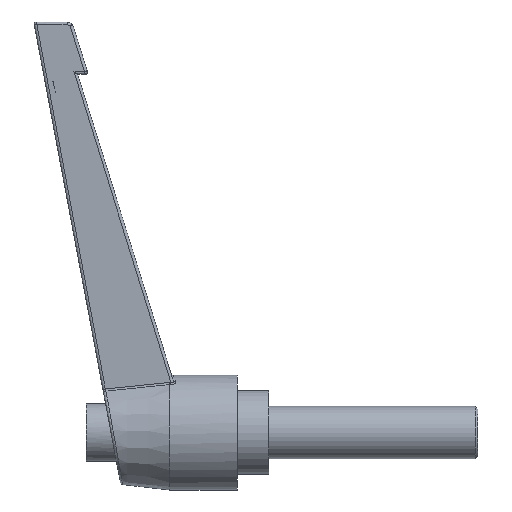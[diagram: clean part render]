
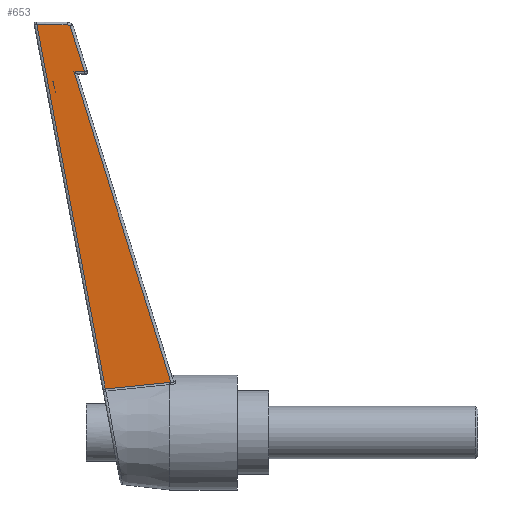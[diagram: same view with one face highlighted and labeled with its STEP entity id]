
A CAD part, left-side view. The second image highlights one B-rep face of the part: STEP entity #653.
In plain terms, the highlighted planar face has unit normal (-0.999, 0.054, -0.004).
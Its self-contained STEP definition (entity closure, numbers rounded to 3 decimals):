
#162 = EDGE_CURVE ( 'NONE', #2781, #3362, #3829, .T. ) ;
#247 = VERTEX_POINT ( 'NONE', #4134 ) ;
#464 = CARTESIAN_POINT ( 'NONE',  ( -5.61, 17.101, 9.182 ) ) ;
#551 = CARTESIAN_POINT ( 'NONE',  ( -5.016, 29.675, 31.6 ) ) ;
#580 = CARTESIAN_POINT ( 'NONE',  ( -5.027, 32.644, 78.12 ) ) ;
#653 = ADVANCED_FACE ( 'NONE', ( #868 ), #4649, .T. ) ;
#679 = ORIENTED_EDGE ( 'NONE', *, *, #2475, .T. ) ;
#731 = CARTESIAN_POINT ( 'NONE',  ( -5.027, 32.644, 78.12 ) ) ;
#868 = FACE_OUTER_BOUND ( 'NONE', #2344, .T. ) ;
#951 = CARTESIAN_POINT ( 'NONE',  ( -4.866, 34.049, 54.86 ) ) ;
#1058 = AXIS2_PLACEMENT_3D ( 'NONE', #1732, #5113, #3499 ) ;
#1117 = CARTESIAN_POINT ( 'NONE',  ( -5.585, 18.941, 29.436 ) ) ;
#1183 = CARTESIAN_POINT ( 'NONE',  ( -4.923, 34.57, 78.12 ) ) ;
#1268 = ORIENTED_EDGE ( 'NONE', *, *, #162, .T. ) ;
#1464 = EDGE_CURVE ( 'NONE', #4997, #4054, #5270, .T. ) ;
#1481 = CARTESIAN_POINT ( 'NONE',  ( -5.066, 31.314, 69.12 ) ) ;
#1484 = CARTESIAN_POINT ( 'NONE',  ( -4.716, 38.424, 78.12 ) ) ;
#1495 = CARTESIAN_POINT ( 'NONE',  ( -5.832, 13.002, 9.602 ) ) ;
#1538 = ORIENTED_EDGE ( 'NONE', *, *, #4942, .T. ) ;
#1729 = CARTESIAN_POINT ( 'NONE',  ( -4.716, 38.424, 78.12 ) ) ;
#1732 = CARTESIAN_POINT ( 'NONE',  ( -5.998, 9.258, 0.143 ) ) ;
#1803 = ORIENTED_EDGE ( 'NONE', *, *, #3681, .T. ) ;
#2080 = CARTESIAN_POINT ( 'NONE',  ( -5.059, 32.024, 77.813 ) ) ;
#2169 = CARTESIAN_POINT ( 'NONE',  ( -5.173, 29.314, 69.12 ) ) ;
#2251 = B_SPLINE_CURVE_WITH_KNOTS ( 'NONE', 3,
 ( #1481, #2716, #5060, #3485 ),
 .UNSPECIFIED., .F., .F.,
 ( 4, 4 ),
 ( 0., 1. ),
 .UNSPECIFIED. ) ;
#2309 = CARTESIAN_POINT ( 'NONE',  ( -5.845, 12.755, 9.594 ) ) ;
#2339 = CARTESIAN_POINT ( 'NONE',  ( -5.027, 32.644, 78.12 ) ) ;
#2344 = EDGE_LOOP ( 'NONE', ( #1268, #4959, #5261, #4811, #5303, #1538, #679, #1803 ) ) ;
#2350 = CARTESIAN_POINT ( 'NONE',  ( -5.059, 32.024, 77.813 ) ) ;
#2423 = CARTESIAN_POINT ( 'NONE',  ( -4.716, 38.424, 78.12 ) ) ;
#2440 = CARTESIAN_POINT ( 'NONE',  ( -5.832, 13.002, 9.602 ) ) ;
#2475 = EDGE_CURVE ( 'NONE', #3539, #4448, #3170, .T. ) ;
#2716 = CARTESIAN_POINT ( 'NONE',  ( -5.101, 30.647, 69.12 ) ) ;
#2745 = CARTESIAN_POINT ( 'NONE',  ( -5.325, 25.127, 49.278 ) ) ;
#2758 = CARTESIAN_POINT ( 'NONE',  ( -5.832, 13.002, 9.602 ) ) ;
#2781 = VERTEX_POINT ( 'NONE', #3290 ) ;
#2812 = CARTESIAN_POINT ( 'NONE',  ( -5.845, 12.755, 9.594 ) ) ;
#2851 = CARTESIAN_POINT ( 'NONE',  ( -5.388, 21.201, 8.761 ) ) ;
#2904 = CARTESIAN_POINT ( 'NONE',  ( -5.135, 30.217, 72.018 ) ) ;
#2967 = B_SPLINE_CURVE_WITH_KNOTS ( 'NONE', 3,
 ( #2169, #2904, #3731, #5045 ),
 .UNSPECIFIED., .F., .F.,
 ( 4, 4 ),
 ( 0., 1. ),
 .UNSPECIFIED. ) ;
#3170 = B_SPLINE_CURVE_WITH_KNOTS ( 'NONE', 3,
 ( #2339, #1183, #5324, #2423 ),
 .UNSPECIFIED., .F., .F.,
 ( 4, 4 ),
 ( 0., 1. ),
 .UNSPECIFIED. ) ;
#3200 = CARTESIAN_POINT ( 'NONE',  ( -5.066, 31.314, 69.12 ) ) ;
#3220 = CARTESIAN_POINT ( 'NONE',  ( -5.836, 12.92, 9.599 ) ) ;
#3244 = EDGE_CURVE ( 'NONE', #3362, #4997, #4606, .T. ) ;
#3290 = CARTESIAN_POINT ( 'NONE',  ( -5.166, 25.3, 8.34 ) ) ;
#3362 = VERTEX_POINT ( 'NONE', #1495 ) ;
#3415 = VERTEX_POINT ( 'NONE', #2080 ) ;
#3421 = B_SPLINE_CURVE_WITH_KNOTS ( 'NONE', 3,
 ( #1729, #951, #551, #5153 ),
 .UNSPECIFIED., .F., .F.,
 ( 4, 4 ),
 ( 0., 1. ),
 .UNSPECIFIED. ) ;
#3439 = CARTESIAN_POINT ( 'NONE',  ( -5.845, 12.755, 9.594 ) ) ;
#3485 = CARTESIAN_POINT ( 'NONE',  ( -5.173, 29.314, 69.12 ) ) ;
#3499 = DIRECTION ( 'NONE',  ( -0.054, -0.999, 0. ) ) ;
#3539 = VERTEX_POINT ( 'NONE', #580 ) ;
#3551 = EDGE_CURVE ( 'NONE', #4054, #247, #2251, .T. ) ;
#3586 = CARTESIAN_POINT ( 'NONE',  ( -5.038, 32.437, 78.018 ) ) ;
#3681 = EDGE_CURVE ( 'NONE', #4448, #2781, #3421, .T. ) ;
#3731 = CARTESIAN_POINT ( 'NONE',  ( -5.097, 31.12, 74.915 ) ) ;
#3784 = EDGE_CURVE ( 'NONE', #247, #3415, #2967, .T. ) ;
#3787 = B_SPLINE_CURVE_WITH_KNOTS ( 'NONE', 3,
 ( #2350, #4453, #3586, #731 ),
 .UNSPECIFIED., .F., .F.,
 ( 4, 4 ),
 ( 0., 1. ),
 .UNSPECIFIED. ) ;
#3829 = B_SPLINE_CURVE_WITH_KNOTS ( 'NONE', 3,
 ( #4956, #2851, #464, #2440 ),
 .UNSPECIFIED., .F., .F.,
 ( 4, 4 ),
 ( 0., 1. ),
 .UNSPECIFIED. ) ;
#3972 = CARTESIAN_POINT ( 'NONE',  ( -5.066, 31.314, 69.12 ) ) ;
#4054 = VERTEX_POINT ( 'NONE', #3200 ) ;
#4134 = CARTESIAN_POINT ( 'NONE',  ( -5.173, 29.314, 69.12 ) ) ;
#4425 = CARTESIAN_POINT ( 'NONE',  ( -5.84, 12.838, 9.597 ) ) ;
#4448 = VERTEX_POINT ( 'NONE', #1484 ) ;
#4453 = CARTESIAN_POINT ( 'NONE',  ( -5.049, 32.23, 77.915 ) ) ;
#4606 = B_SPLINE_CURVE_WITH_KNOTS ( 'NONE', 3,
 ( #2758, #3220, #4425, #2812 ),
 .UNSPECIFIED., .F., .F.,
 ( 4, 4 ),
 ( 0., 1. ),
 .UNSPECIFIED. ) ;
#4649 = PLANE ( 'NONE',  #1058 ) ;
#4811 = ORIENTED_EDGE ( 'NONE', *, *, #3551, .T. ) ;
#4942 = EDGE_CURVE ( 'NONE', #3415, #3539, #3787, .T. ) ;
#4956 = CARTESIAN_POINT ( 'NONE',  ( -5.166, 25.3, 8.34 ) ) ;
#4959 = ORIENTED_EDGE ( 'NONE', *, *, #3244, .T. ) ;
#4997 = VERTEX_POINT ( 'NONE', #3439 ) ;
#5045 = CARTESIAN_POINT ( 'NONE',  ( -5.059, 32.024, 77.813 ) ) ;
#5060 = CARTESIAN_POINT ( 'NONE',  ( -5.137, 29.98, 69.12 ) ) ;
#5113 = DIRECTION ( 'NONE',  ( -0.999, 0.054, -0.004 ) ) ;
#5153 = CARTESIAN_POINT ( 'NONE',  ( -5.166, 25.3, 8.34 ) ) ;
#5261 = ORIENTED_EDGE ( 'NONE', *, *, #1464, .T. ) ;
#5270 = B_SPLINE_CURVE_WITH_KNOTS ( 'NONE', 3,
 ( #2309, #1117, #2745, #3972 ),
 .UNSPECIFIED., .F., .F.,
 ( 4, 4 ),
 ( 0., 1. ),
 .UNSPECIFIED. ) ;
#5303 = ORIENTED_EDGE ( 'NONE', *, *, #3784, .T. ) ;
#5324 = CARTESIAN_POINT ( 'NONE',  ( -4.82, 36.497, 78.12 ) ) ;
